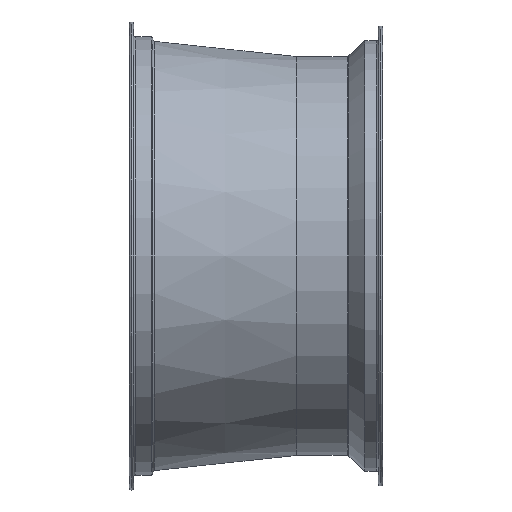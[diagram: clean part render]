
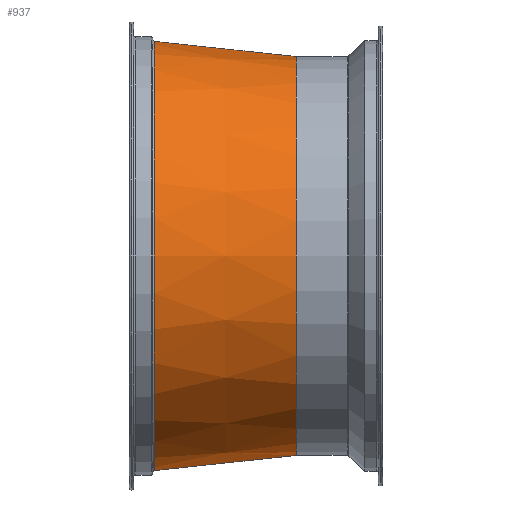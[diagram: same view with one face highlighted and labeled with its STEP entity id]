
A CAD part, front view. The second image highlights one B-rep face of the part: STEP entity #937.
In plain terms, the highlighted conical face has half-angle 6.116 degrees and reference radius 94.5 mm.
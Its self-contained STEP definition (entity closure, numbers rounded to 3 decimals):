
#92 = DIRECTION ( 'NONE',  ( 0., 0., 1. ) ) ;
#93 = VERTEX_POINT ( 'NONE', #6510 ) ;
#148 = FACE_OUTER_BOUND ( 'NONE', #5404, .T. ) ;
#162 = CARTESIAN_POINT ( 'NONE',  ( 1.107, 0., -94.5 ) ) ;
#595 = EDGE_CURVE ( 'NONE', #7349, #1005, #7016, .T. ) ;
#881 = VECTOR ( 'NONE', #7251, 1000. ) ;
#937 = ADVANCED_FACE ( 'NONE', ( #148 ), #6953, .T. ) ;
#1005 = VERTEX_POINT ( 'NONE', #1852 ) ;
#1463 = DIRECTION ( 'NONE',  ( 0., 0., 1. ) ) ;
#1723 = AXIS2_PLACEMENT_3D ( 'NONE', #2260, #4665, #1463 ) ;
#1852 = CARTESIAN_POINT ( 'NONE',  ( 1.107, 0., 94.5 ) ) ;
#2198 = AXIS2_PLACEMENT_3D ( 'NONE', #9615, #5812, #92 ) ;
#2260 = CARTESIAN_POINT ( 'NONE',  ( 1.107, 0., 0. ) ) ;
#2492 = EDGE_CURVE ( 'NONE', #1005, #3072, #4829, .T. ) ;
#2659 = CARTESIAN_POINT ( 'NONE',  ( 1.107, 0., 0. ) ) ;
#3072 = VERTEX_POINT ( 'NONE', #3476 ) ;
#3103 = AXIS2_PLACEMENT_3D ( 'NONE', #2659, #8231, #6685 ) ;
#3476 = CARTESIAN_POINT ( 'NONE',  ( -66.115, 0., 101.702 ) ) ;
#3986 = VECTOR ( 'NONE', #9720, 1000. ) ;
#4665 = DIRECTION ( 'NONE',  ( -1., 0., 0. ) ) ;
#4829 = LINE ( 'NONE', #5794, #881 ) ;
#5404 = EDGE_LOOP ( 'NONE', ( #8289, #6653, #8782, #8830 ) ) ;
#5794 = CARTESIAN_POINT ( 'NONE',  ( 1.107, 0., 94.5 ) ) ;
#5812 = DIRECTION ( 'NONE',  ( -1., 0., 0. ) ) ;
#6510 = CARTESIAN_POINT ( 'NONE',  ( -66.115, 0., -101.702 ) ) ;
#6653 = ORIENTED_EDGE ( 'NONE', *, *, #595, .T. ) ;
#6685 = DIRECTION ( 'NONE',  ( 0., 0., 1. ) ) ;
#6824 = CIRCLE ( 'NONE', #2198, 101.702 ) ;
#6953 = CONICAL_SURFACE ( 'NONE', #3103, 94.5, 0.107 ) ;
#7016 = CIRCLE ( 'NONE', #1723, 94.5 ) ;
#7251 = DIRECTION ( 'NONE',  ( -0.994, 0., 0.107 ) ) ;
#7349 = VERTEX_POINT ( 'NONE', #162 ) ;
#8078 = CARTESIAN_POINT ( 'NONE',  ( 1.107, 0., -94.5 ) ) ;
#8231 = DIRECTION ( 'NONE',  ( -1., 0., 0. ) ) ;
#8289 = ORIENTED_EDGE ( 'NONE', *, *, #9595, .F. ) ;
#8615 = EDGE_CURVE ( 'NONE', #93, #3072, #6824, .T. ) ;
#8782 = ORIENTED_EDGE ( 'NONE', *, *, #2492, .T. ) ;
#8830 = ORIENTED_EDGE ( 'NONE', *, *, #8615, .F. ) ;
#8861 = LINE ( 'NONE', #8078, #3986 ) ;
#9595 = EDGE_CURVE ( 'NONE', #7349, #93, #8861, .T. ) ;
#9615 = CARTESIAN_POINT ( 'NONE',  ( -66.115, 0., 0. ) ) ;
#9720 = DIRECTION ( 'NONE',  ( -0.994, 0., -0.107 ) ) ;
